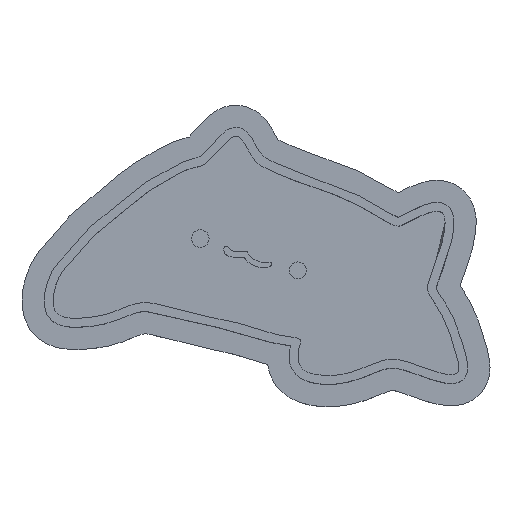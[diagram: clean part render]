
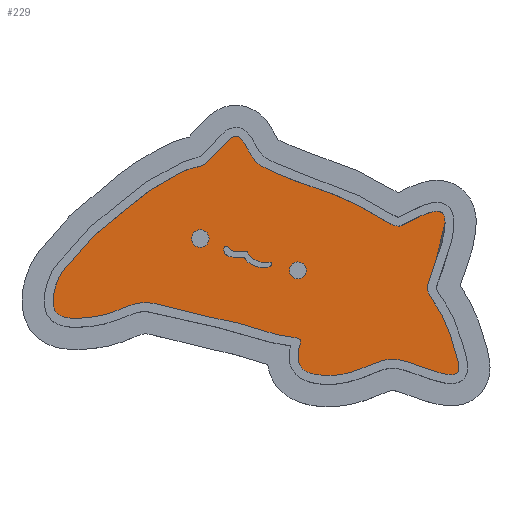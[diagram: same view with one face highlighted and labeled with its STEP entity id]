
A CAD part, top view. The second image highlights one B-rep face of the part: STEP entity #229.
In plain terms, the highlighted planar face has unit normal (0, 0, 1).
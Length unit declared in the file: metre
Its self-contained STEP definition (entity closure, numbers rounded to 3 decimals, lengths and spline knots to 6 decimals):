
#37=B_SPLINE_CURVE_WITH_KNOTS('',3,(#314,#315,#316,#317,#318,#319,#320,
#321,#322,#323,#324,#325,#326,#327,#328,#329,#330,#331,#332,#333,#334,#335,
#336,#337,#338,#339,#340,#341,#342,#343,#344,#345,#346,#347,#348,#349,#350,
#351,#352,#353),.UNSPECIFIED.,.T.,.F.,(1,3,1,1,1,1,1,1,1,1,1,1,1,1,1,1,
1,1,1,1,1,1,1,1,1,1,1,1,1,1,1,1,1,1,1,1,1,1,3,1),(-0.03885,0.,
0.022425,0.044932,0.075544,0.09761,
0.122589,0.151318,0.179746,0.207183,
0.232942,0.255598,0.278496,0.303223,
0.330957,0.357862,0.385723,0.41935,
0.454361,0.488939,0.512145,0.52369,
0.546756,0.572129,0.601157,0.631258,
0.662554,0.690036,0.713239,0.745187,
0.770033,0.785979,0.815217,0.847042,0.876806,
0.894937,0.925102,0.96115,1.,1.022425),
 .UNSPECIFIED.);
#38=B_SPLINE_CURVE_WITH_KNOTS('',3,(#355,#356,#357,#358,#359,#360,#361,
#362,#363,#364,#365,#366,#367,#368,#369,#370,#371,#372,#373,#374),
 .UNSPECIFIED.,.T.,.F.,(1,3,1,1,1,1,1,1,1,1,1,1,1,1,1,1,1,1,3,1),(-0.053446,
0.,0.055352,0.093587,0.137649,0.203283,
0.299052,0.330985,0.395519,0.476137,
0.555166,0.594749,0.638769,0.705462,
0.791717,0.839335,0.876351,0.946554,
1.,1.055352),.UNSPECIFIED.);
#55=ORIENTED_EDGE('',*,*,#113,.F.);
#56=ORIENTED_EDGE('',*,*,#114,.F.);
#57=ORIENTED_EDGE('',*,*,#115,.T.);
#58=ORIENTED_EDGE('',*,*,#116,.F.);
#113=EDGE_CURVE('',#142,#142,#164,.T.);
#114=EDGE_CURVE('',#143,#143,#165,.T.);
#115=EDGE_CURVE('',#144,#144,#37,.T.);
#116=EDGE_CURVE('',#145,#145,#38,.T.);
#142=VERTEX_POINT('',#311);
#143=VERTEX_POINT('',#313);
#144=VERTEX_POINT('',#354);
#145=VERTEX_POINT('',#375);
#164=CIRCLE('',#261,0.001957);
#165=CIRCLE('',#262,0.001904);
#168=EDGE_LOOP('',(#55));
#169=EDGE_LOOP('',(#56));
#170=EDGE_LOOP('',(#57));
#171=EDGE_LOOP('',(#58));
#195=FACE_BOUND('',#168,.T.);
#196=FACE_BOUND('',#169,.T.);
#197=FACE_BOUND('',#170,.T.);
#198=FACE_BOUND('',#171,.T.);
#222=PLANE('',#260);
#229=ADVANCED_FACE('',(#195,#196,#197,#198),#222,.T.);
#260=AXIS2_PLACEMENT_3D('',#309,#275,#276);
#261=AXIS2_PLACEMENT_3D('',#310,#277,#278);
#262=AXIS2_PLACEMENT_3D('',#312,#279,#280);
#275=DIRECTION('',(0.,0.,1.));
#276=DIRECTION('',(1.,0.,0.));
#277=DIRECTION('',(0.,0.,1.));
#278=DIRECTION('',(1.,0.,0.));
#279=DIRECTION('',(0.,0.,1.));
#280=DIRECTION('',(1.,0.,0.));
#309=CARTESIAN_POINT('',(0.007782,0.003704,0.));
#310=CARTESIAN_POINT('',(-0.004886,0.007189,0.));
#311=CARTESIAN_POINT('',(-0.002929,0.007189,0.));
#312=CARTESIAN_POINT('',(0.017083,0.,0.));
#313=CARTESIAN_POINT('',(0.018987,0.,0.));
#314=CARTESIAN_POINT('',(0.008985,0.023497,0.));
#315=CARTESIAN_POINT('',(0.007452,0.024464,0.));
#316=CARTESIAN_POINT('',(0.006172,0.026318,0.));
#317=CARTESIAN_POINT('',(0.003088,0.032959,0.));
#318=CARTESIAN_POINT('',(-0.002779,0.023436,0.));
#319=CARTESIAN_POINT('',(-0.007053,0.02327,0.));
#320=CARTESIAN_POINT('',(-0.012196,0.020545,0.));
#321=CARTESIAN_POINT('',(-0.018407,0.016884,0.));
#322=CARTESIAN_POINT('',(-0.023519,0.011935,0.));
#323=CARTESIAN_POINT('',(-0.029051,0.008161,0.));
#324=CARTESIAN_POINT('',(-0.032491,0.003301,0.));
#325=CARTESIAN_POINT('',(-0.035975,0.000142,0.));
#326=CARTESIAN_POINT('',(-0.037953,-0.003922,0.));
#327=CARTESIAN_POINT('',(-0.038594,-0.011001,0.));
#328=CARTESIAN_POINT('',(-0.030061,-0.01091,0.));
#329=CARTESIAN_POINT('',(-0.024227,-0.009622,0.));
#330=CARTESIAN_POINT('',(-0.01756,-0.005972,0.));
#331=CARTESIAN_POINT('',(-0.007739,-0.010041,0.));
#332=CARTESIAN_POINT('',(0.002727,-0.01108,0.));
#333=CARTESIAN_POINT('',(0.012031,-0.014963,0.));
#334=CARTESIAN_POINT('',(0.018136,-0.015107,0.));
#335=CARTESIAN_POINT('',(0.017375,-0.016845,0.));
#336=CARTESIAN_POINT('',(0.016418,-0.022462,0.));
#337=CARTESIAN_POINT('',(0.023223,-0.02415,0.));
#338=CARTESIAN_POINT('',(0.030332,-0.023035,0.));
#339=CARTESIAN_POINT('',(0.03794,-0.018716,0.));
#340=CARTESIAN_POINT('',(0.045602,-0.022192,0.));
#341=CARTESIAN_POINT('',(0.054373,-0.024722,0.));
#342=CARTESIAN_POINT('',(0.05252,-0.017781,0.));
#343=CARTESIAN_POINT('',(0.050085,-0.009949,0.));
#344=CARTESIAN_POINT('',(0.046229,-0.005494,0.));
#345=CARTESIAN_POINT('',(0.046197,-0.002745,0.));
#346=CARTESIAN_POINT('',(0.04913,0.00348,0.));
#347=CARTESIAN_POINT('',(0.051955,0.016274,0.));
#348=CARTESIAN_POINT('',(0.041563,0.010586,0.));
#349=CARTESIAN_POINT('',(0.039035,0.009334,0.));
#350=CARTESIAN_POINT('',(0.031448,0.014746,0.));
#351=CARTESIAN_POINT('',(0.021931,0.018347,0.));
#352=CARTESIAN_POINT('',(0.01164,0.021821,0.));
#353=CARTESIAN_POINT('',(0.008985,0.023497,0.));
#354=CARTESIAN_POINT('',(0.008985,0.023497,0.));
#355=CARTESIAN_POINT('',(0.002158,0.004534,0.));
#356=CARTESIAN_POINT('',(0.001847,0.004754,0.));
#357=CARTESIAN_POINT('',(0.001361,0.005405,0.));
#358=CARTESIAN_POINT('',(0.000608,0.005566,0.));
#359=CARTESIAN_POINT('',(0.000278,0.004655,0.));
#360=CARTESIAN_POINT('',(0.000852,0.002626,0.));
#361=CARTESIAN_POINT('',(0.004981,0.003166,0.));
#362=CARTESIAN_POINT('',(0.00507,0.0026,0.));
#363=CARTESIAN_POINT('',(0.006351,0.001298,0.));
#364=CARTESIAN_POINT('',(0.008515,0.000451,0.));
#365=CARTESIAN_POINT('',(0.011303,0.000802,0.));
#366=CARTESIAN_POINT('',(0.011277,0.001923,0.));
#367=CARTESIAN_POINT('',(0.010285,0.001852,0.));
#368=CARTESIAN_POINT('',(0.008629,0.001602,0.));
#369=CARTESIAN_POINT('',(0.006021,0.003202,0.));
#370=CARTESIAN_POINT('',(0.005781,0.004237,0.));
#371=CARTESIAN_POINT('',(0.005135,0.004342,0.));
#372=CARTESIAN_POINT('',(0.003205,0.004185,0.));
#373=CARTESIAN_POINT('',(0.002459,0.004321,0.));
#374=CARTESIAN_POINT('',(0.002158,0.004534,0.));
#375=CARTESIAN_POINT('',(0.002158,0.004534,0.));
